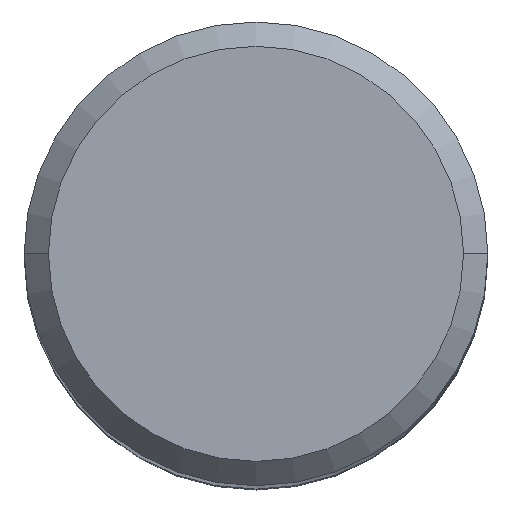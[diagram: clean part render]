
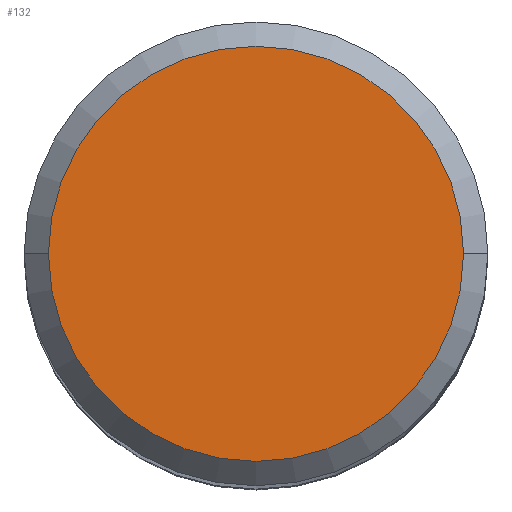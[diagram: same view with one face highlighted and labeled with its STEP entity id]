
A CAD part, top view. The second image highlights one B-rep face of the part: STEP entity #132.
In plain terms, the highlighted planar face has unit normal (0, 0, 1).
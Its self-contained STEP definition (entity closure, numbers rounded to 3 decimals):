
#66=PLANE('',#1264);
#132=ADVANCED_FACE('',(#242),#66,.F.);
#242=FACE_OUTER_BOUND('',#312,.T.);
#312=EDGE_LOOP('',(#500,#501));
#500=ORIENTED_EDGE('',*,*,#758,.T.);
#501=ORIENTED_EDGE('',*,*,#759,.T.);
#650=VERTEX_POINT('',#2470);
#651=VERTEX_POINT('',#2471);
#758=EDGE_CURVE('',#650,#651,#918,.T.);
#759=EDGE_CURVE('',#651,#650,#919,.T.);
#918=CIRCLE('',#1262,8.525);
#919=CIRCLE('',#1263,8.525);
#1262=AXIS2_PLACEMENT_3D('',#2469,#1525,#1526);
#1263=AXIS2_PLACEMENT_3D('',#2472,#1527,#1528);
#1264=AXIS2_PLACEMENT_3D('',#2473,#1529,#1530);
#1525=DIRECTION('',(0.,0.,1.));
#1526=DIRECTION('',(-1.,0.,0.));
#1527=DIRECTION('',(0.,0.,1.));
#1528=DIRECTION('',(1.,0.,0.));
#1529=DIRECTION('',(0.,0.,-1.));
#1530=DIRECTION('',(1.,0.,0.));
#2469=CARTESIAN_POINT('',(0.,0.,0.));
#2470=CARTESIAN_POINT('',(-8.525,0.,0.));
#2471=CARTESIAN_POINT('',(8.525,0.,0.));
#2472=CARTESIAN_POINT('',(0.,0.,0.));
#2473=CARTESIAN_POINT('',(0.,0.,0.));
